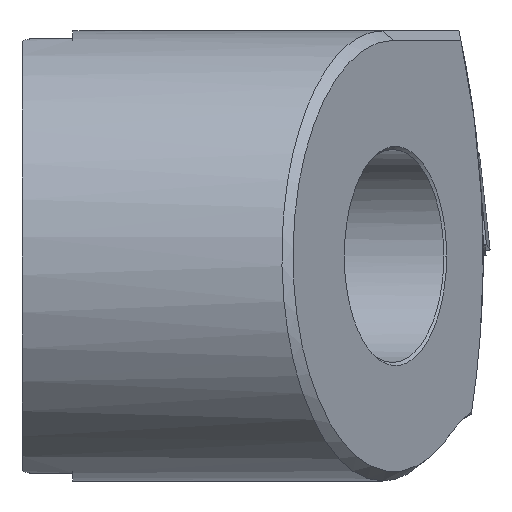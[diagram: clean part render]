
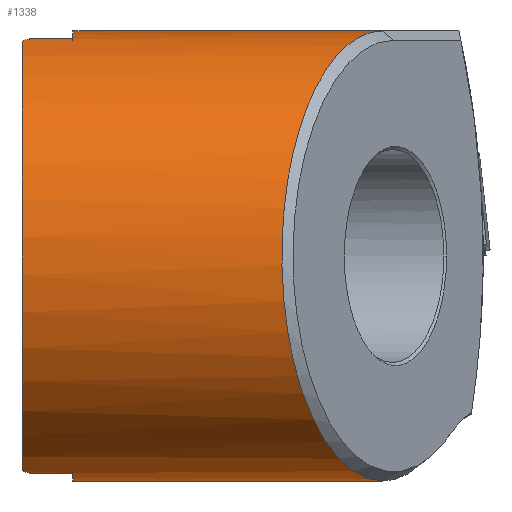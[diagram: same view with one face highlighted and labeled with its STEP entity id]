
A CAD part, left-side view. The second image highlights one B-rep face of the part: STEP entity #1338.
In plain terms, the highlighted cylindrical face has radius 9.5 mm (diameter 19 mm), a partial arc.
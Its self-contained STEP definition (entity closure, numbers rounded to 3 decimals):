
#816=VERTEX_POINT('NONE',#2290);
#818=VERTEX_POINT('NONE',#2292);
#854=EDGE_CURVE('NONE',#902,#2082,#2330,.T.);
#876=VERTEX_POINT('NONE',#2356);
#902=VERTEX_POINT('NONE',#2385);
#1002=VERTEX_POINT('',#2497);
#1172=EDGE_CURVE('',#1366,#1002,#2686,.T.);
#1296=EDGE_CURVE('NONE',#876,#1838,#2819,.F.);
#1316=EDGE_CURVE('NONE',#818,#876,#2841,.F.);
#1338=ADVANCED_FACE('Fl�che1',(#2867),#2868,.T.);
#1340=VERTEX_POINT('NONE',#2870);
#1354=EDGE_CURVE('NONE',#816,#818,#2884,.F.);
#1366=VERTEX_POINT('NONE',#2898);
#1378=EDGE_CURVE('NONE',#2202,#1366,#2910,.F.);
#1460=EDGE_CURVE('NONE',#1838,#1698,#3002,.F.);
#1600=EDGE_CURVE('NONE',#1340,#902,#3152,.F.);
#1698=VERTEX_POINT('NONE',#3258);
#1796=EDGE_CURVE('NONE',#1002,#1340,#3364,.T.);
#1838=VERTEX_POINT('NONE',#3410);
#1848=EDGE_CURVE('NONE',#2082,#816,#3420,.F.);
#1994=EDGE_CURVE('NONE',#1698,#2202,#3583,.F.);
#2082=VERTEX_POINT('NONE',#3681);
#2202=VERTEX_POINT('NONE',#3814);
#2290=CARTESIAN_POINT('',(-2.5,-2.15,9.165));
#2292=CARTESIAN_POINT('',(-2.5,-0.33,9.165));
#2330=LINE('',#4015,#4016);
#2356=CARTESIAN_POINT('',(-2.83,0.,9.069));
#2385=CARTESIAN_POINT('',(0.0,-5.611,9.5));
#2497=CARTESIAN_POINT('',(0.,-15.222,-9.5));
#2686=LINE('',#4624,#4625);
#2819=CIRCLE('',#4878,9.5);
#2841=ELLIPSE('',#4903,13.435,9.5);
#2867=FACE_OUTER_BOUND('',#4937,.T.);
#2868=CYLINDRICAL_SURFACE('',#4938,9.5);
#2870=CARTESIAN_POINT('',(0.0,-15.22,9.5));
#2884=LINE('',#4999,#5000);
#2898=CARTESIAN_POINT('',(0.,-2.15,-9.5));
#2910=CIRCLE('',#5068,9.5);
#3002=ELLIPSE('',#5250,13.435,9.5);
#3152=LINE('',#5621,#5622);
#3258=CARTESIAN_POINT('',(-2.5,-0.33,-9.165));
#3364=B_SPLINE_CURVE_WITH_KNOTS('',3,(#6017,#6018,#6019,#6020,#6021,#6022,#6023,#6024,#6025,#6026,#6027,#6028,#6029,#6030,#6031,#6032,#6033,#6034,#6035,#6036,#6037,#6038,#6039,#6040,#6041,#6042,#6043,#6044,#6045,#6046,#6047,#6048,#6049,#6050,#6051,#6052,#6053,#6054,#6055,#6056,#6057,#6058,#6059,#6060,#6061,#6062,#6063,#6064),.UNSPECIFIED.,.F.,.F.,(4,2,2,2,2,2,2,2,2,2,2,2,2,2,2,2,2,2,2,2,2,2,2,4),(-36.933,-33.405,-29.989,-27.757,-26.509,-25.295,-21.854,-19.26,-15.542,-14.034,-12.589,-11.725,-9.923,-8.286,-5.426,-3.517,-2.552,-0.422,-0.373,-0.317,-0.23,-0.163,-0.098,-0.0),.UNSPECIFIED.);
#3410=CARTESIAN_POINT('',(-2.83,0.0,-9.069));
#3420=CIRCLE('',#6208,9.5);
#3583=LINE('',#6597,#6598);
#3681=CARTESIAN_POINT('',(0.0,-2.15,9.5));
#3814=CARTESIAN_POINT('',(-2.5,-2.15,-9.165));
#4015=CARTESIAN_POINT('',(0.0,-20.22,9.5));
#4016=VECTOR('',#7151,1000.0);
#4624=CARTESIAN_POINT('',(0.,-7.611,-9.5));
#4625=VECTOR('',#7549,1.0);
#4878=AXIS2_PLACEMENT_3D('',#7678,#7679,#7680);
#4903=AXIS2_PLACEMENT_3D('',#7700,#7701,#7702);
#4937=EDGE_LOOP('',(#7751,#7752,#7753,#7754,#7755,#7756,#7757,#7758,#7759,#7760,#7761));
#4938=AXIS2_PLACEMENT_3D('',#7762,#7763,#7764);
#4999=CARTESIAN_POINT('',(-2.5,-20.22,9.165));
#5000=VECTOR('',#7769,1.0);
#5068=AXIS2_PLACEMENT_3D('',#7794,#7795,#7796);
#5250=AXIS2_PLACEMENT_3D('',#7923,#7924,#7925);
#5621=CARTESIAN_POINT('',(0.0,-20.22,9.5));
#5622=VECTOR('',#8055,1.0);
#6017=CARTESIAN_POINT('',(1.679,-15.972,-9.35));
#6018=CARTESIAN_POINT('',(0.818,-15.589,-9.505));
#6019=CARTESIAN_POINT('',(-0.058,-15.196,-9.54));
#6020=CARTESIAN_POINT('',(-1.763,-14.431,-9.373));
#6021=CARTESIAN_POINT('',(-2.592,-14.062,-9.179));
#6022=CARTESIAN_POINT('',(-3.908,-13.473,-8.677));
#6023=CARTESIAN_POINT('',(-4.412,-13.246,-8.432));
#6024=CARTESIAN_POINT('',(-5.165,-12.909,-7.979));
#6025=CARTESIAN_POINT('',(-5.428,-12.791,-7.803));
#6026=CARTESIAN_POINT('',(-5.93,-12.567,-7.428));
#6027=CARTESIAN_POINT('',(-6.17,-12.461,-7.231));
#6028=CARTESIAN_POINT('',(-7.053,-12.068,-6.425));
#6029=CARTESIAN_POINT('',(-7.631,-11.806,-5.731));
#6030=CARTESIAN_POINT('',(-8.463,-11.434,-4.371));
#6031=CARTESIAN_POINT('',(-8.758,-11.304,-3.746));
#6032=CARTESIAN_POINT('',(-9.309,-11.059,-2.143));
#6033=CARTESIAN_POINT('',(-9.529,-10.956,-1.017));
#6034=CARTESIAN_POINT('',(-9.484,-10.979,0.757));
#6035=CARTESIAN_POINT('',(-9.429,-11.005,1.266));
#6036=CARTESIAN_POINT('',(-9.244,-11.087,2.245));
#6037=CARTESIAN_POINT('',(-9.117,-11.142,2.713));
#6038=CARTESIAN_POINT('',(-8.859,-11.257,3.442));
#6039=CARTESIAN_POINT('',(-8.751,-11.305,3.709));
#6040=CARTESIAN_POINT('',(-8.38,-11.472,4.515));
#6041=CARTESIAN_POINT('',(-8.081,-11.607,5.03));
#6042=CARTESIAN_POINT('',(-7.427,-11.9,5.948));
#6043=CARTESIAN_POINT('',(-7.082,-12.053,6.354));
#6044=CARTESIAN_POINT('',(-6.052,-12.512,7.381));
#6045=CARTESIAN_POINT('',(-5.314,-12.844,7.926));
#6046=CARTESIAN_POINT('',(-3.991,-13.436,8.642));
#6047=CARTESIAN_POINT('',(-3.438,-13.682,8.876));
#6048=CARTESIAN_POINT('',(-2.582,-14.065,9.147));
#6049=CARTESIAN_POINT('',(-2.291,-14.195,9.225));
#6050=CARTESIAN_POINT('',(-1.35,-14.616,9.427));
#6051=CARTESIAN_POINT('',(-0.691,-14.912,9.498));
#6052=CARTESIAN_POINT('',(-0.016,-15.213,9.5));
#6053=CARTESIAN_POINT('',(0.,-15.22,9.5));
#6054=CARTESIAN_POINT('',(0.032,-15.234,9.5));
#6055=CARTESIAN_POINT('',(0.049,-15.242,9.5));
#6056=CARTESIAN_POINT('',(0.092,-15.262,9.5));
#6057=CARTESIAN_POINT('',(0.118,-15.274,9.499));
#6058=CARTESIAN_POINT('',(0.164,-15.295,9.499));
#6059=CARTESIAN_POINT('',(0.184,-15.305,9.498));
#6060=CARTESIAN_POINT('',(0.224,-15.324,9.497));
#6061=CARTESIAN_POINT('',(0.244,-15.333,9.497));
#6062=CARTESIAN_POINT('',(0.293,-15.357,9.496));
#6063=CARTESIAN_POINT('',(0.322,-15.372,9.495));
#6064=CARTESIAN_POINT('',(0.351,-15.386,9.494));
#6208=AXIS2_PLACEMENT_3D('',#8282,#8283,#8284);
#6597=CARTESIAN_POINT('',(-2.5,-20.22,-9.165));
#6598=VECTOR('',#8458,1.0);
#7151=DIRECTION('',(-0.0,1.0,0.0));
#7549=DIRECTION('',(0.0,-1.0,0.0));
#7678=CARTESIAN_POINT('',(0.0,0.0,0.0));
#7679=DIRECTION('',(-0.0,1.0,0.0));
#7680=DIRECTION('',(0.0,0.0,1.0));
#7700=CARTESIAN_POINT('',(0.0,-2.83,0.0));
#7701=DIRECTION('',(0.707,0.707,0.0));
#7702=DIRECTION('',(-0.707,0.707,0.0));
#7751=ORIENTED_EDGE('',*,*,#1172,.T.);
#7752=ORIENTED_EDGE('',*,*,#1796,.T.);
#7753=ORIENTED_EDGE('',*,*,#1600,.T.);
#7754=ORIENTED_EDGE('',*,*,#854,.T.);
#7755=ORIENTED_EDGE('',*,*,#1848,.T.);
#7756=ORIENTED_EDGE('',*,*,#1354,.T.);
#7757=ORIENTED_EDGE('',*,*,#1316,.T.);
#7758=ORIENTED_EDGE('',*,*,#1296,.T.);
#7759=ORIENTED_EDGE('',*,*,#1460,.T.);
#7760=ORIENTED_EDGE('',*,*,#1994,.T.);
#7761=ORIENTED_EDGE('',*,*,#1378,.T.);
#7762=CARTESIAN_POINT('',(0.0,-20.22,0.0));
#7763=DIRECTION('',(-0.0,1.0,-0.0));
#7764=DIRECTION('',(0.0,0.0,1.0));
#7769=DIRECTION('',(0.0,-1.0,0.0));
#7794=CARTESIAN_POINT('',(0.0,-2.15,0.0));
#7795=DIRECTION('',(0.0,1.0,0.0));
#7796=DIRECTION('',(0.0,0.0,1.0));
#7923=CARTESIAN_POINT('',(0.0,-2.83,0.0));
#7924=DIRECTION('',(0.707,0.707,0.0));
#7925=DIRECTION('',(-0.707,0.707,0.0));
#8055=DIRECTION('',(0.0,-1.0,0.0));
#8282=CARTESIAN_POINT('',(0.0,-2.15,0.0));
#8283=DIRECTION('',(0.0,1.0,0.0));
#8284=DIRECTION('',(0.0,0.0,1.0));
#8458=DIRECTION('',(-0.0,1.0,0.0));
